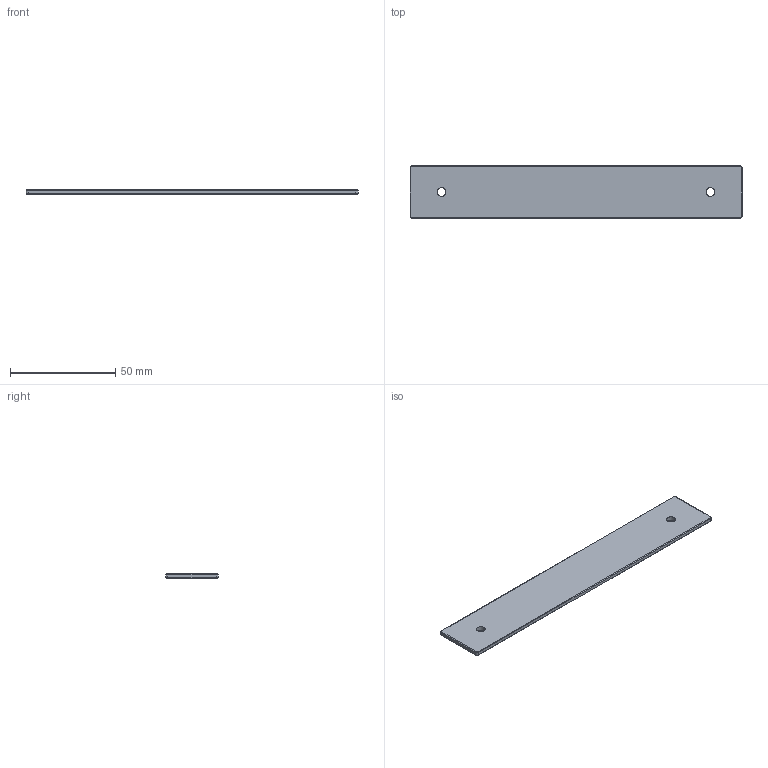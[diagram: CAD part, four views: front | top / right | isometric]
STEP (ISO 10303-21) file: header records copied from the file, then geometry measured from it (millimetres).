
FILE_DESCRIPTION(('Creo Elements/Direct Modeling STEP Export'),'2;1');
FILE_NAME('2491-158.stp','2023-09-14T11:53:13',(''),(''),'Creo Elements/Direct Modeling STEP processor for AP214 (Solid Model)','Creo Elements/Direct Modeling 20.0 12-Nov-2016 (C) Parametric Technology GmbH','');
FILE_SCHEMA(('AUTOMOTIVE_DESIGN { 1 0 10303 214 1 1 1 1 }'));
Length unit declared in the file: millimetre
Products named in the file (3): DIV-10924.1; 2491_158.stp
Assembly tree (2 placements, depth 3):
  2491_158.stp
    DIV-10924.1
      DIV-10924.1
Bounding box: 158 x 25 x 2 mm (x, y, z)
Volume: 7828.8 mm3; surface area: 8530.3 mm2
Topology: 1 solids, 1 shells, 30 faces, 68 edges, 40 vertices
Faces by surface type: cylinder 16, torus 8, plane 6
Entity records: 900 total; most frequent: DIRECTION 166, CARTESIAN_POINT 137, ORIENTED_EDGE 136, AXIS2_PLACEMENT_3D 69, EDGE_CURVE 68, VERTEX_POINT 40, CIRCLE 36, EDGE_LOOP 34
